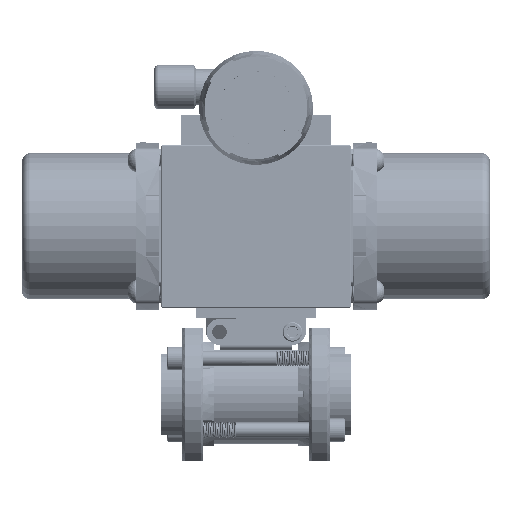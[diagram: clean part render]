
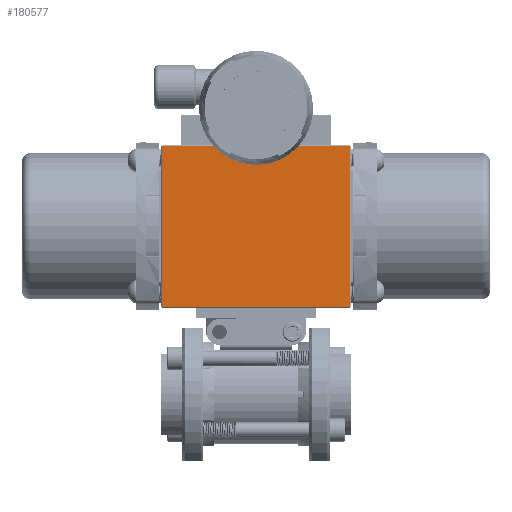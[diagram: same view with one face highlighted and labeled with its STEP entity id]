
A CAD part, top view. The second image highlights one B-rep face of the part: STEP entity #180577.
In plain terms, the highlighted planar face has unit normal (0, 0, 1).
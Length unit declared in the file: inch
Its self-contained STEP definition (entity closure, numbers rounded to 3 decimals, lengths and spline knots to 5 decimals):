
#6703 = VECTOR ( 'NONE', #20463, 39.37008 ) ;
#7540 = VERTEX_POINT ( 'NONE', #30379 ) ;
#11184 = LINE ( 'NONE', #69737, #55743 ) ;
#20463 = DIRECTION ( 'NONE',  ( 0., -1., 0. ) ) ;
#30379 = CARTESIAN_POINT ( 'NONE',  ( -2.255, 2.094, 1.55 ) ) ;
#39163 = VECTOR ( 'NONE', #63229, 39.37008 ) ;
#40017 = ORIENTED_EDGE ( 'NONE', *, *, #107810, .T. ) ;
#42749 = CARTESIAN_POINT ( 'NONE',  ( 2.251, 5.974, 1.55 ) ) ;
#48922 = AXIS2_PLACEMENT_3D ( 'NONE', #63316, #216275, #103000 ) ;
#55743 = VECTOR ( 'NONE', #145747, 39.37008 ) ;
#57231 = LINE ( 'NONE', #224839, #6703 ) ;
#63229 = DIRECTION ( 'NONE',  ( 1., 0., 0. ) ) ;
#63316 = CARTESIAN_POINT ( 'NONE',  ( -2.275, 5.974, 1.55 ) ) ;
#64140 = PLANE ( 'NONE',  #48922 ) ;
#67176 = EDGE_CURVE ( 'NONE', #199062, #143865, #11184, .T. ) ;
#69737 = CARTESIAN_POINT ( 'NONE',  ( -2.275, 5.954, 1.55 ) ) ;
#74690 = ORIENTED_EDGE ( 'NONE', *, *, #134203, .T. ) ;
#87565 = ORIENTED_EDGE ( 'NONE', *, *, #67176, .T. ) ;
#89433 = LINE ( 'NONE', #138473, #39163 ) ;
#92911 = FACE_OUTER_BOUND ( 'NONE', #139845, .T. ) ;
#97632 = CARTESIAN_POINT ( 'NONE',  ( -2.255, 5.954, 1.55 ) ) ;
#102449 = CARTESIAN_POINT ( 'NONE',  ( 2.251, 2.094, 1.55 ) ) ;
#103000 = DIRECTION ( 'NONE',  ( 0., -1., 0. ) ) ;
#107810 = EDGE_CURVE ( 'NONE', #7540, #137061, #89433, .T. ) ;
#134203 = EDGE_CURVE ( 'NONE', #143865, #7540, #57231, .T. ) ;
#137061 = VERTEX_POINT ( 'NONE', #102449 ) ;
#138473 = CARTESIAN_POINT ( 'NONE',  ( -2.275, 2.094, 1.55 ) ) ;
#139845 = EDGE_LOOP ( 'NONE', ( #160700, #87565, #74690, #40017 ) ) ;
#143865 = VERTEX_POINT ( 'NONE', #97632 ) ;
#145747 = DIRECTION ( 'NONE',  ( -1., 0., 0. ) ) ;
#147151 = LINE ( 'NONE', #42749, #191656 ) ;
#160700 = ORIENTED_EDGE ( 'NONE', *, *, #212407, .T. ) ;
#180577 = ADVANCED_FACE ( 'NONE', ( #92911 ), #64140, .F. ) ;
#191656 = VECTOR ( 'NONE', #194103, 39.37008 ) ;
#194103 = DIRECTION ( 'NONE',  ( 0., 1., 0. ) ) ;
#196802 = CARTESIAN_POINT ( 'NONE',  ( 2.251, 5.954, 1.55 ) ) ;
#199062 = VERTEX_POINT ( 'NONE', #196802 ) ;
#212407 = EDGE_CURVE ( 'NONE', #137061, #199062, #147151, .T. ) ;
#216275 = DIRECTION ( 'NONE',  ( 0., 0., -1. ) ) ;
#224839 = CARTESIAN_POINT ( 'NONE',  ( -2.255, 2.074, 1.55 ) ) ;
